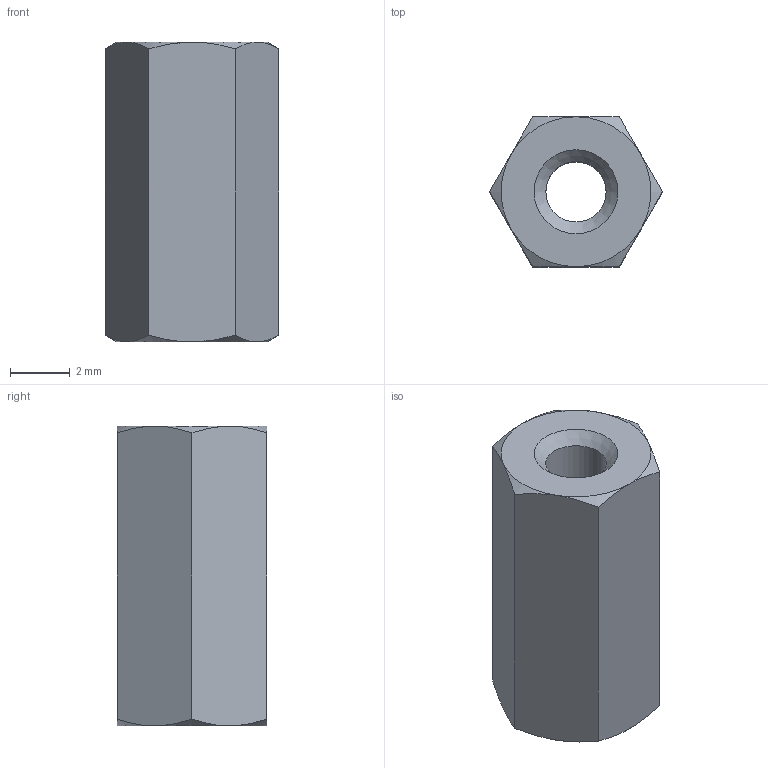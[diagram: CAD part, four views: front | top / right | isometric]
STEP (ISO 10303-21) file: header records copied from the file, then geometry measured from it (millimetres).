
FILE_DESCRIPTION(/* description */ ('ABM 2550 30'),/* implementation_level */ '2;1');
FILE_NAME(/* name */ 'ABM 2550 10.stp',/* time_stamp */ '2020-05-27T10:00:38+02:00',/* author */ ('Lochen'),/* organization */ (''),/* preprocessor_version */ 'ST-DEVELOPER v18',/* originating_system */ 'Autodesk Inventor 2020',/* authorisation */ '');
FILE_SCHEMA (('AUTOMOTIVE_DESIGN { 1 0 10303 214 3 1 1 }'));
Length unit declared in the file: millimetre
Products named in the file (1): ABM 2550 10
Bounding box: 5.77 x 5 x 10 mm (x, y, z)
Volume: 183.3 mm3; surface area: 268.8 mm2
Topology: 1 solids, 1 shells, 13 faces, 33 edges, 22 vertices
Faces by surface type: plane 8, cone 4, cylinder 1
Full cylindrical faces by diameter (mm): 2.013 x1
Entity records: 439 total; most frequent: CARTESIAN_POINT 93, ORIENTED_EDGE 66, DIRECTION 59, EDGE_CURVE 33, AXIS2_PLACEMENT_3D 24, VERTEX_POINT 22, EDGE_LOOP 15, FACE_OUTER_BOUND 13
